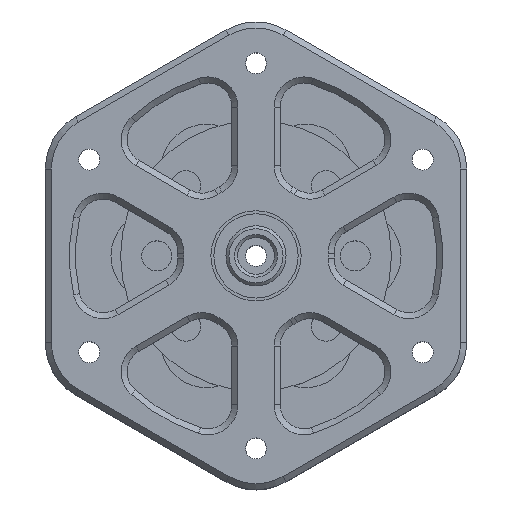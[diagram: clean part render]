
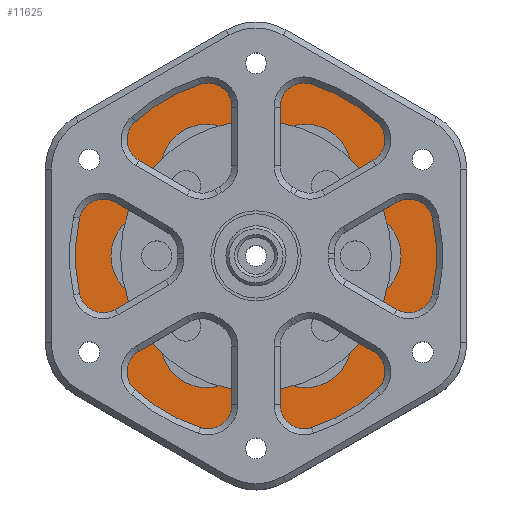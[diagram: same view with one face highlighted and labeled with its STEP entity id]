
A CAD part, top view. The second image highlights one B-rep face of the part: STEP entity #11625.
In plain terms, the highlighted planar face has unit normal (0, 0, 1).
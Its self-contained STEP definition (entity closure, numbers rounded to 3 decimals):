
#489=FACE_BOUND('',#2123,.T.);
#490=FACE_BOUND('',#2124,.T.);
#491=FACE_BOUND('',#2125,.T.);
#492=FACE_BOUND('',#2126,.T.);
#493=FACE_BOUND('',#2127,.T.);
#494=FACE_BOUND('',#2128,.T.);
#495=FACE_BOUND('',#2129,.T.);
#496=FACE_BOUND('',#2130,.T.);
#497=FACE_BOUND('',#2131,.T.);
#498=FACE_BOUND('',#2132,.T.);
#499=FACE_BOUND('',#2133,.T.);
#500=FACE_BOUND('',#2134,.T.);
#501=FACE_BOUND('',#2135,.T.);
#718=PLANE('',#12851);
#1293=FACE_OUTER_BOUND('',#2122,.T.);
#2122=EDGE_LOOP('',(#9921,#9922,#9923,#9924,#9925,#9926,#9927,#9928,#9929,
#9930,#9931,#9932));
#2123=EDGE_LOOP('',(#9933));
#2124=EDGE_LOOP('',(#9934));
#2125=EDGE_LOOP('',(#9935));
#2126=EDGE_LOOP('',(#9936));
#2127=EDGE_LOOP('',(#9937));
#2128=EDGE_LOOP('',(#9938));
#2129=EDGE_LOOP('',(#9939));
#2130=EDGE_LOOP('',(#9940));
#2131=EDGE_LOOP('',(#9941));
#2132=EDGE_LOOP('',(#9942));
#2133=EDGE_LOOP('',(#9943));
#2134=EDGE_LOOP('',(#9944));
#2135=EDGE_LOOP('',(#9945));
#3018=LINE('',#23685,#3947);
#3021=LINE('',#23693,#3950);
#3024=LINE('',#23701,#3953);
#3027=LINE('',#23709,#3956);
#3030=LINE('',#23717,#3959);
#3033=LINE('',#23725,#3962);
#3947=VECTOR('',#15782,10.);
#3950=VECTOR('',#15791,10.);
#3953=VECTOR('',#15800,10.);
#3956=VECTOR('',#15809,10.);
#3959=VECTOR('',#15818,10.);
#3962=VECTOR('',#15827,10.);
#4655=CIRCLE('',#12759,7.6);
#4659=CIRCLE('',#12767,7.6);
#4663=CIRCLE('',#12775,7.6);
#4667=CIRCLE('',#12783,7.6);
#4671=CIRCLE('',#12791,7.6);
#4675=CIRCLE('',#12799,7.6);
#4691=CIRCLE('',#12820,1.75);
#4692=CIRCLE('',#12822,1.75);
#4693=CIRCLE('',#12824,7.5);
#4694=CIRCLE('',#12826,1.75);
#4695=CIRCLE('',#12828,1.75);
#4696=CIRCLE('',#12830,1.75);
#4697=CIRCLE('',#12832,1.75);
#4698=CIRCLE('',#12835,10.);
#4699=CIRCLE('',#12838,10.);
#4700=CIRCLE('',#12841,10.);
#4701=CIRCLE('',#12844,10.);
#4702=CIRCLE('',#12847,10.);
#4703=CIRCLE('',#12850,10.);
#5573=VERTEX_POINT('',#23533);
#5577=VERTEX_POINT('',#23547);
#5581=VERTEX_POINT('',#23561);
#5585=VERTEX_POINT('',#23575);
#5589=VERTEX_POINT('',#23589);
#5593=VERTEX_POINT('',#23603);
#5615=VERTEX_POINT('',#23654);
#5616=VERTEX_POINT('',#23658);
#5617=VERTEX_POINT('',#23662);
#5618=VERTEX_POINT('',#23666);
#5619=VERTEX_POINT('',#23670);
#5620=VERTEX_POINT('',#23674);
#5621=VERTEX_POINT('',#23678);
#5622=VERTEX_POINT('',#23682);
#5623=VERTEX_POINT('',#23684);
#5624=VERTEX_POINT('',#23688);
#5625=VERTEX_POINT('',#23692);
#5626=VERTEX_POINT('',#23696);
#5627=VERTEX_POINT('',#23700);
#5628=VERTEX_POINT('',#23704);
#5629=VERTEX_POINT('',#23708);
#5630=VERTEX_POINT('',#23712);
#5631=VERTEX_POINT('',#23716);
#5632=VERTEX_POINT('',#23720);
#5633=VERTEX_POINT('',#23724);
#7005=EDGE_CURVE('',#5573,#5573,#4655,.T.);
#7011=EDGE_CURVE('',#5577,#5577,#4659,.T.);
#7017=EDGE_CURVE('',#5581,#5581,#4663,.T.);
#7023=EDGE_CURVE('',#5585,#5585,#4667,.T.);
#7029=EDGE_CURVE('',#5589,#5589,#4671,.T.);
#7035=EDGE_CURVE('',#5593,#5593,#4675,.T.);
#7058=EDGE_CURVE('',#5615,#5615,#4691,.T.);
#7060=EDGE_CURVE('',#5616,#5616,#4692,.T.);
#7062=EDGE_CURVE('',#5617,#5617,#4693,.T.);
#7064=EDGE_CURVE('',#5618,#5618,#4694,.T.);
#7066=EDGE_CURVE('',#5619,#5619,#4695,.T.);
#7068=EDGE_CURVE('',#5620,#5620,#4696,.T.);
#7070=EDGE_CURVE('',#5621,#5621,#4697,.T.);
#7073=EDGE_CURVE('',#5623,#5622,#3018,.T.);
#7075=EDGE_CURVE('',#5624,#5623,#4698,.T.);
#7077=EDGE_CURVE('',#5625,#5624,#3021,.T.);
#7079=EDGE_CURVE('',#5626,#5625,#4699,.T.);
#7081=EDGE_CURVE('',#5627,#5626,#3024,.T.);
#7083=EDGE_CURVE('',#5628,#5627,#4700,.T.);
#7085=EDGE_CURVE('',#5629,#5628,#3027,.T.);
#7087=EDGE_CURVE('',#5630,#5629,#4701,.T.);
#7089=EDGE_CURVE('',#5631,#5630,#3030,.T.);
#7091=EDGE_CURVE('',#5632,#5631,#4702,.T.);
#7093=EDGE_CURVE('',#5633,#5632,#3033,.T.);
#7095=EDGE_CURVE('',#5622,#5633,#4703,.T.);
#9921=ORIENTED_EDGE('',*,*,#7095,.T.);
#9922=ORIENTED_EDGE('',*,*,#7093,.T.);
#9923=ORIENTED_EDGE('',*,*,#7091,.T.);
#9924=ORIENTED_EDGE('',*,*,#7089,.T.);
#9925=ORIENTED_EDGE('',*,*,#7087,.T.);
#9926=ORIENTED_EDGE('',*,*,#7085,.T.);
#9927=ORIENTED_EDGE('',*,*,#7083,.T.);
#9928=ORIENTED_EDGE('',*,*,#7081,.T.);
#9929=ORIENTED_EDGE('',*,*,#7079,.T.);
#9930=ORIENTED_EDGE('',*,*,#7077,.T.);
#9931=ORIENTED_EDGE('',*,*,#7075,.T.);
#9932=ORIENTED_EDGE('',*,*,#7073,.T.);
#9933=ORIENTED_EDGE('',*,*,#7029,.T.);
#9934=ORIENTED_EDGE('',*,*,#7070,.T.);
#9935=ORIENTED_EDGE('',*,*,#7035,.T.);
#9936=ORIENTED_EDGE('',*,*,#7068,.T.);
#9937=ORIENTED_EDGE('',*,*,#7066,.T.);
#9938=ORIENTED_EDGE('',*,*,#7023,.T.);
#9939=ORIENTED_EDGE('',*,*,#7064,.T.);
#9940=ORIENTED_EDGE('',*,*,#7005,.T.);
#9941=ORIENTED_EDGE('',*,*,#7062,.T.);
#9942=ORIENTED_EDGE('',*,*,#7017,.T.);
#9943=ORIENTED_EDGE('',*,*,#7011,.T.);
#9944=ORIENTED_EDGE('',*,*,#7060,.T.);
#9945=ORIENTED_EDGE('',*,*,#7058,.T.);
#11625=ADVANCED_FACE('',(#1293,#489,#490,#491,#492,#493,#494,#495,#496,
#497,#498,#499,#500,#501),#718,.T.);
#12759=AXIS2_PLACEMENT_3D('',#23535,#15607,#15608);
#12767=AXIS2_PLACEMENT_3D('',#23549,#15625,#15626);
#12775=AXIS2_PLACEMENT_3D('',#23563,#15643,#15644);
#12783=AXIS2_PLACEMENT_3D('',#23577,#15661,#15662);
#12791=AXIS2_PLACEMENT_3D('',#23591,#15679,#15680);
#12799=AXIS2_PLACEMENT_3D('',#23605,#15697,#15698);
#12820=AXIS2_PLACEMENT_3D('',#23655,#15746,#15747);
#12822=AXIS2_PLACEMENT_3D('',#23659,#15751,#15752);
#12824=AXIS2_PLACEMENT_3D('',#23663,#15756,#15757);
#12826=AXIS2_PLACEMENT_3D('',#23667,#15761,#15762);
#12828=AXIS2_PLACEMENT_3D('',#23671,#15766,#15767);
#12830=AXIS2_PLACEMENT_3D('',#23675,#15771,#15772);
#12832=AXIS2_PLACEMENT_3D('',#23679,#15776,#15777);
#12835=AXIS2_PLACEMENT_3D('',#23689,#15786,#15787);
#12838=AXIS2_PLACEMENT_3D('',#23697,#15795,#15796);
#12841=AXIS2_PLACEMENT_3D('',#23705,#15804,#15805);
#12844=AXIS2_PLACEMENT_3D('',#23713,#15813,#15814);
#12847=AXIS2_PLACEMENT_3D('',#23721,#15822,#15823);
#12850=AXIS2_PLACEMENT_3D('',#23728,#15831,#15832);
#12851=AXIS2_PLACEMENT_3D('',#23729,#15833,#15834);
#15607=DIRECTION('center_axis',(0.,0.,-1.));
#15608=DIRECTION('ref_axis',(1.,0.,0.));
#15625=DIRECTION('center_axis',(0.,0.,-1.));
#15626=DIRECTION('ref_axis',(1.,0.,0.));
#15643=DIRECTION('center_axis',(0.,0.,-1.));
#15644=DIRECTION('ref_axis',(1.,0.,0.));
#15661=DIRECTION('center_axis',(0.,0.,-1.));
#15662=DIRECTION('ref_axis',(1.,0.,0.));
#15679=DIRECTION('center_axis',(0.,0.,-1.));
#15680=DIRECTION('ref_axis',(1.,0.,0.));
#15697=DIRECTION('center_axis',(0.,0.,-1.));
#15698=DIRECTION('ref_axis',(1.,0.,0.));
#15746=DIRECTION('center_axis',(0.,0.,-1.));
#15747=DIRECTION('ref_axis',(1.,0.,0.));
#15751=DIRECTION('center_axis',(0.,0.,-1.));
#15752=DIRECTION('ref_axis',(1.,0.,0.));
#15756=DIRECTION('center_axis',(0.,0.,-1.));
#15757=DIRECTION('ref_axis',(1.,0.,0.));
#15761=DIRECTION('center_axis',(0.,0.,-1.));
#15762=DIRECTION('ref_axis',(1.,0.,0.));
#15766=DIRECTION('center_axis',(0.,0.,-1.));
#15767=DIRECTION('ref_axis',(1.,0.,0.));
#15771=DIRECTION('center_axis',(0.,0.,-1.));
#15772=DIRECTION('ref_axis',(1.,0.,0.));
#15776=DIRECTION('center_axis',(0.,0.,-1.));
#15777=DIRECTION('ref_axis',(1.,0.,0.));
#15782=DIRECTION('',(-0.866,-0.5,0.));
#15786=DIRECTION('center_axis',(0.,0.,1.));
#15787=DIRECTION('ref_axis',(0.5,0.866,0.));
#15791=DIRECTION('',(-0.866,0.5,0.));
#15795=DIRECTION('center_axis',(0.,0.,1.));
#15796=DIRECTION('ref_axis',(1.,0.,0.));
#15800=DIRECTION('',(0.,1.,0.));
#15804=DIRECTION('center_axis',(0.,0.,1.));
#15805=DIRECTION('ref_axis',(0.5,-0.866,0.));
#15809=DIRECTION('',(0.866,0.5,0.));
#15813=DIRECTION('center_axis',(0.,0.,1.));
#15814=DIRECTION('ref_axis',(-0.5,-0.866,0.));
#15818=DIRECTION('',(0.866,-0.5,0.));
#15822=DIRECTION('center_axis',(0.,0.,1.));
#15823=DIRECTION('ref_axis',(-1.,0.,0.));
#15827=DIRECTION('',(0.,-1.,0.));
#15831=DIRECTION('center_axis',(0.,0.,1.));
#15832=DIRECTION('ref_axis',(-0.5,0.866,0.));
#15833=DIRECTION('center_axis',(0.,0.,1.));
#15834=DIRECTION('ref_axis',(1.,0.,0.));
#23533=CARTESIAN_POINT('',(0.65,14.289,-1.5));
#23535=CARTESIAN_POINT('Origin',(8.25,14.289,-1.5));
#23547=CARTESIAN_POINT('',(-24.1,0.,-1.5));
#23549=CARTESIAN_POINT('Origin',(-16.5,0.,-1.5));
#23561=CARTESIAN_POINT('',(-15.85,-14.289,-1.5));
#23563=CARTESIAN_POINT('Origin',(-8.25,-14.289,-1.5));
#23575=CARTESIAN_POINT('',(8.9,0.,-1.5));
#23577=CARTESIAN_POINT('Origin',(16.5,0.,
-1.5));
#23589=CARTESIAN_POINT('',(-15.85,14.289,-1.5));
#23591=CARTESIAN_POINT('Origin',(-8.25,14.289,-1.5));
#23603=CARTESIAN_POINT('',(0.65,-14.289,-1.5));
#23605=CARTESIAN_POINT('Origin',(8.25,-14.289,-1.5));
#23654=CARTESIAN_POINT('',(-1.75,32.,-1.5));
#23655=CARTESIAN_POINT('Origin',(0.,32.,
-1.5));
#23658=CARTESIAN_POINT('',(-29.463,16.,-1.5));
#23659=CARTESIAN_POINT('Origin',(-27.713,16.,-1.5));
#23662=CARTESIAN_POINT('',(-7.5,0.,-1.5));
#23663=CARTESIAN_POINT('Origin',(0.,0.,-1.5));
#23666=CARTESIAN_POINT('',(-1.75,-32.,-1.5));
#23667=CARTESIAN_POINT('Origin',(0.,-32.,-1.5));
#23670=CARTESIAN_POINT('',(25.963,-16.,-1.5));
#23671=CARTESIAN_POINT('Origin',(27.713,-16.,-1.5));
#23674=CARTESIAN_POINT('',(-29.463,-16.,-1.5));
#23675=CARTESIAN_POINT('Origin',(-27.713,-16.,-1.5));
#23678=CARTESIAN_POINT('',(25.963,16.,-1.5));
#23679=CARTESIAN_POINT('Origin',(27.713,16.,-1.5));
#23682=CARTESIAN_POINT('',(-30.,23.094,-1.5));
#23684=CARTESIAN_POINT('',(-5.,37.528,-1.5));
#23685=CARTESIAN_POINT('',(-5.,37.528,-1.5));
#23688=CARTESIAN_POINT('',(5.,37.528,-1.5));
#23689=CARTESIAN_POINT('Origin',(0.,28.868,
-1.5));
#23692=CARTESIAN_POINT('',(30.,23.094,-1.5));
#23693=CARTESIAN_POINT('',(30.,23.094,-1.5));
#23696=CARTESIAN_POINT('',(35.,14.434,-1.5));
#23697=CARTESIAN_POINT('Origin',(25.,14.434,-1.5));
#23700=CARTESIAN_POINT('',(35.,-14.434,-1.5));
#23701=CARTESIAN_POINT('',(35.,-14.434,-1.5));
#23704=CARTESIAN_POINT('',(30.,-23.094,-1.5));
#23705=CARTESIAN_POINT('Origin',(25.,-14.434,-1.5));
#23708=CARTESIAN_POINT('',(5.,-37.528,-1.5));
#23709=CARTESIAN_POINT('',(5.,-37.528,-1.5));
#23712=CARTESIAN_POINT('',(-5.,-37.528,-1.5));
#23713=CARTESIAN_POINT('Origin',(0.,-28.868,
-1.5));
#23716=CARTESIAN_POINT('',(-30.,-23.094,-1.5));
#23717=CARTESIAN_POINT('',(-30.,-23.094,-1.5));
#23720=CARTESIAN_POINT('',(-35.,-14.434,-1.5));
#23721=CARTESIAN_POINT('Origin',(-25.,-14.434,-1.5));
#23724=CARTESIAN_POINT('',(-35.,14.434,-1.5));
#23725=CARTESIAN_POINT('',(-35.,14.434,-1.5));
#23728=CARTESIAN_POINT('Origin',(-25.,14.434,-1.5));
#23729=CARTESIAN_POINT('Origin',(0.,0.,-1.5));
